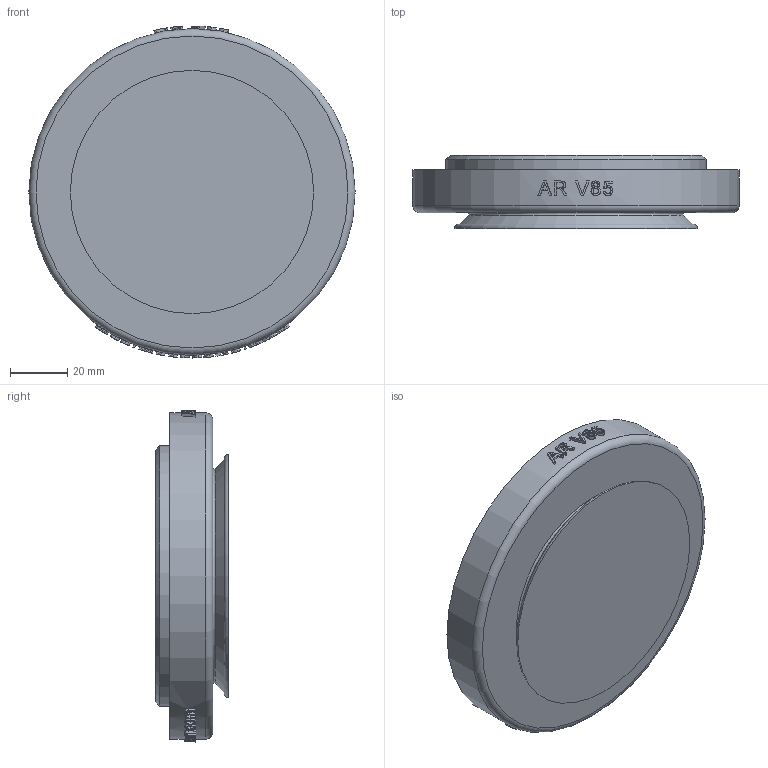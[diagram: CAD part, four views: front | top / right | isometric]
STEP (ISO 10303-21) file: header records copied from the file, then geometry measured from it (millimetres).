
FILE_DESCRIPTION(/* description */ (''),/* implementation_level */ '2;1');
FILE_NAME(/* name */ 'vpd85nat.stp',/* time_stamp */ '2024-05-15T10:43:08+02:00',/* author */ ('enginyeria3'),/* organization */ (''),/* preprocessor_version */ 'ST-DEVELOPER v20',/* originating_system */ 'Autodesk Inventor 2024',/* authorisation */ '');
FILE_SCHEMA (('AUTOMOTIVE_DESIGN { 1 0 10303 214 3 1 1 }'));
Products named in the file (1): 3D_vpd85sh50cn
Bounding box: 114 x 25.5 x 116 mm (x, y, z)
Volume: 201686.3 mm3; surface area: 42271.2 mm2
Topology: 1 solids, 1 shells, 349 faces, 933 edges, 621 vertices
Faces by surface type: bspline 210, plane 98, cylinder 34, torus 4, cone 3
Full cylindrical faces by diameter (mm): 14.95 x1, 24 x1, 30 x1, 91 x1, 114 x1
Entity records: 52179 total; most frequent: CARTESIAN_POINT 44135, ORIENTED_EDGE 1866, DIRECTION 1075, EDGE_CURVE 933, VERTEX_POINT 621, EDGE_LOOP 384, LINE 381, VECTOR 381
